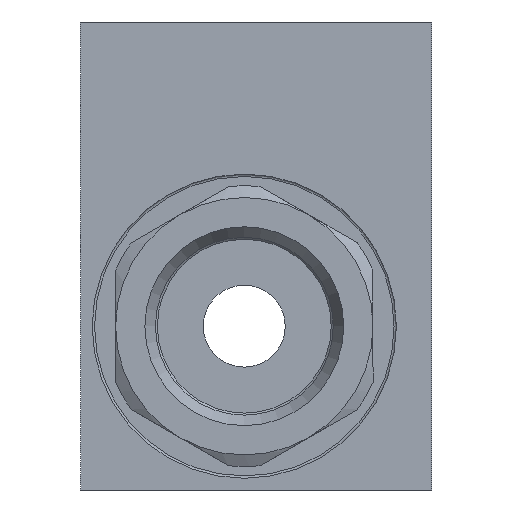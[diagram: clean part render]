
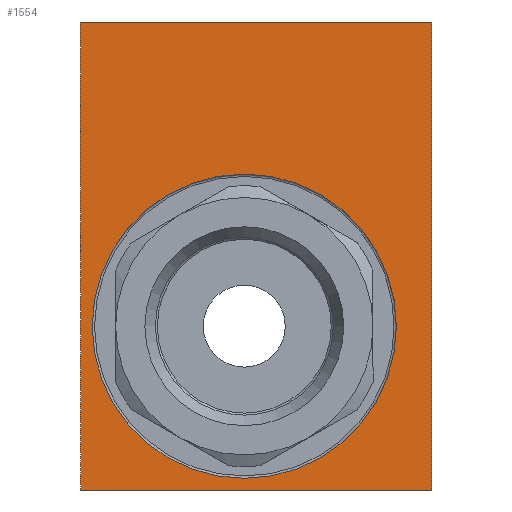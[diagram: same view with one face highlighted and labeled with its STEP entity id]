
A CAD part, front view. The second image highlights one B-rep face of the part: STEP entity #1554.
In plain terms, the highlighted planar face has unit normal (0, -1, 0).
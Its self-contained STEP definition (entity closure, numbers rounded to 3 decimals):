
#62=LINE('',#4079,#110);
#65=LINE('',#4085,#113);
#68=LINE('',#4091,#116);
#71=LINE('',#4096,#119);
#110=VECTOR('',#2016,1000.);
#113=VECTOR('',#2021,1000.);
#116=VECTOR('',#2026,1000.);
#119=VECTOR('',#2031,1000.);
#168=PLANE('',#1705);
#448=ORIENTED_EDGE('',*,*,#575,.T.);
#449=ORIENTED_EDGE('',*,*,#589,.F.);
#450=ORIENTED_EDGE('',*,*,#598,.F.);
#451=ORIENTED_EDGE('',*,*,#595,.F.);
#452=ORIENTED_EDGE('',*,*,#592,.F.);
#575=EDGE_CURVE('',#685,#685,#765,.T.);
#589=EDGE_CURVE('',#699,#700,#62,.T.);
#592=EDGE_CURVE('',#700,#702,#65,.T.);
#595=EDGE_CURVE('',#702,#704,#68,.T.);
#598=EDGE_CURVE('',#704,#699,#71,.T.);
#685=VERTEX_POINT('',#3458);
#699=VERTEX_POINT('',#4078);
#700=VERTEX_POINT('',#4080);
#702=VERTEX_POINT('',#4086);
#704=VERTEX_POINT('',#4092);
#765=CIRCLE('',#1682,13.);
#877=EDGE_LOOP('',(#448));
#878=EDGE_LOOP('',(#449,#450,#451,#452));
#981=FACE_BOUND('',#877,.T.);
#982=FACE_BOUND('',#878,.T.);
#1554=ADVANCED_FACE('',(#981,#982),#168,.F.);
#1682=AXIS2_PLACEMENT_3D('',#3457,#1976,#1977);
#1705=AXIS2_PLACEMENT_3D('',#4098,#2034,#2035);
#1976=DIRECTION('',(0.,1.,0.));
#1977=DIRECTION('',(0.,0.,-1.));
#2016=DIRECTION('',(0.,0.,-1.));
#2021=DIRECTION('',(-1.,0.,0.));
#2026=DIRECTION('',(0.,0.,1.));
#2031=DIRECTION('',(1.,0.,0.));
#2034=DIRECTION('',(0.,1.,0.));
#2035=DIRECTION('',(0.,0.,1.));
#3457=CARTESIAN_POINT('',(-1.,-40.75,0.5));
#3458=CARTESIAN_POINT('',(-1.,-40.75,-12.5));
#4078=CARTESIAN_POINT('',(15.,-40.75,26.5));
#4079=CARTESIAN_POINT('',(15.,-40.75,26.5));
#4080=CARTESIAN_POINT('',(15.,-40.75,-13.5));
#4085=CARTESIAN_POINT('',(15.,-40.75,-13.5));
#4086=CARTESIAN_POINT('',(-15.,-40.75,-13.5));
#4091=CARTESIAN_POINT('',(-15.,-40.75,-13.5));
#4092=CARTESIAN_POINT('',(-15.,-40.75,26.5));
#4096=CARTESIAN_POINT('',(-15.,-40.75,26.5));
#4098=CARTESIAN_POINT('',(0.,-40.75,0.));
